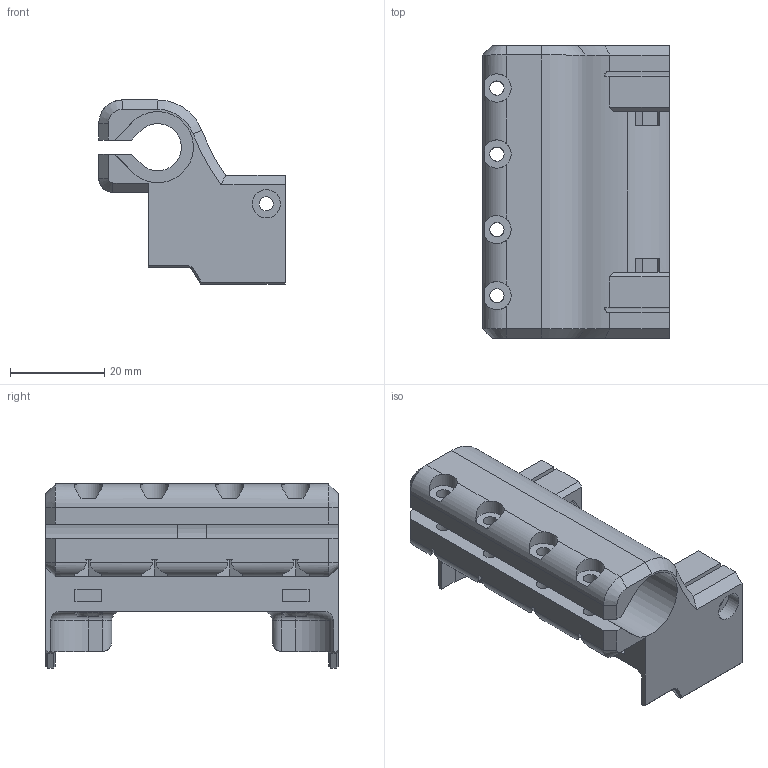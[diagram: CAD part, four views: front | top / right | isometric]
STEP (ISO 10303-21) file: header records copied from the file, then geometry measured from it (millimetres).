
FILE_DESCRIPTION(('FreeCAD Model'),'2;1');
FILE_NAME('LYCarriage.step','2017-01-13T19:23:23',('Author'),(''), 'Open CASCADE STEP processor 6.8','FreeCAD','Unknown');
FILE_SCHEMA(('AUTOMOTIVE_DESIGN_CC2 { 1 2 10303 214 -1 1 5 4 }'));
Length unit declared in the file: millimetre
Products named in the file (2): ASSEMBLY; LYCarriage
Assembly tree (1 placements, depth 2):
  ASSEMBLY
    LYCarriage
Bounding box: 39.5 x 62 x 39 mm (x, y, z)
Volume: 30401.8 mm3; surface area: 15744.3 mm2
Topology: 1 solids, 1 shells, 215 faces, 597 edges, 384 vertices
Faces by surface type: plane 139, cylinder 56, cone 10, torus 6, bspline 4
Full cylindrical faces by diameter (mm): 3 x16, 6 x4
Entity records: 18568 total; most frequent: CARTESIAN_POINT 6744, DIRECTION 2184, LINE 1361, VECTOR 1361, ORIENTED_EDGE 1194, PCURVE 1194, DEFINITIONAL_REPRESENTATION 1194, EDGE_CURVE 597
